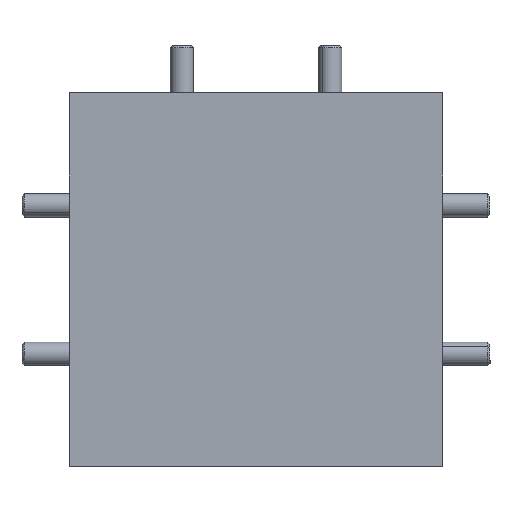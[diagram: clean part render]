
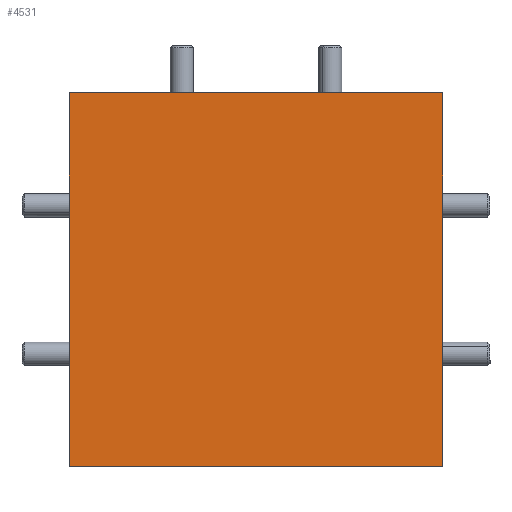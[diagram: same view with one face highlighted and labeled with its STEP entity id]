
A CAD part, front view. The second image highlights one B-rep face of the part: STEP entity #4531.
In plain terms, the highlighted planar face has unit normal (0, -1, 0).
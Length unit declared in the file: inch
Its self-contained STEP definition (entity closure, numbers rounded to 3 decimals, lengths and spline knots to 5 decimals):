
#288 = DIRECTION ( 'NONE',  ( 0., 0., 1. ) ) ;
#290 = EDGE_CURVE ( 'NONE', #7997, #2871, #4732, .T. ) ;
#372 = DIRECTION ( 'NONE',  ( 1., 0., 0. ) ) ;
#430 = LINE ( 'NONE', #3329, #3102 ) ;
#1071 = EDGE_CURVE ( 'NONE', #1807, #1990, #6805, .T. ) ;
#1371 = DIRECTION ( 'NONE',  ( 0., 1., 0. ) ) ;
#1807 = VERTEX_POINT ( 'NONE', #8203 ) ;
#1990 = VERTEX_POINT ( 'NONE', #6442 ) ;
#2523 = VECTOR ( 'NONE', #3069, 39.37008 ) ;
#2615 = EDGE_CURVE ( 'NONE', #1990, #7997, #8970, .T. ) ;
#2871 = VERTEX_POINT ( 'NONE', #5628 ) ;
#3069 = DIRECTION ( 'NONE',  ( -1., 0., 0. ) ) ;
#3102 = VECTOR ( 'NONE', #288, 39.37008 ) ;
#3329 = CARTESIAN_POINT ( 'NONE',  ( -0.5, 0., 0.5 ) ) ;
#3923 = CARTESIAN_POINT ( 'NONE',  ( 0.5, 0., -0.5 ) ) ;
#3930 = EDGE_CURVE ( 'NONE', #2871, #1807, #430, .T. ) ;
#3970 = CARTESIAN_POINT ( 'NONE',  ( 0.5, 0., 0.5 ) ) ;
#4115 = ORIENTED_EDGE ( 'NONE', *, *, #1071, .F. ) ;
#4507 = VECTOR ( 'NONE', #372, 39.37008 ) ;
#4531 = ADVANCED_FACE ( 'NONE', ( #6358 ), #5789, .F. ) ;
#4629 = DIRECTION ( 'NONE',  ( 0., 0., -1. ) ) ;
#4732 = LINE ( 'NONE', #3923, #2523 ) ;
#5025 = DIRECTION ( 'NONE',  ( 1., 0., 0. ) ) ;
#5265 = EDGE_LOOP ( 'NONE', ( #9022, #7883, #8036, #4115 ) ) ;
#5628 = CARTESIAN_POINT ( 'NONE',  ( -0.5, 0., -0.5 ) ) ;
#5789 = PLANE ( 'NONE',  #8066 ) ;
#6192 = CARTESIAN_POINT ( 'NONE',  ( 0.5, 0., -0.5 ) ) ;
#6358 = FACE_OUTER_BOUND ( 'NONE', #5265, .T. ) ;
#6442 = CARTESIAN_POINT ( 'NONE',  ( 0.5, 0., 0.5 ) ) ;
#6535 = CARTESIAN_POINT ( 'NONE',  ( 0., 0., 0. ) ) ;
#6805 = LINE ( 'NONE', #3970, #4507 ) ;
#7883 = ORIENTED_EDGE ( 'NONE', *, *, #290, .F. ) ;
#7997 = VERTEX_POINT ( 'NONE', #6192 ) ;
#8036 = ORIENTED_EDGE ( 'NONE', *, *, #2615, .F. ) ;
#8066 = AXIS2_PLACEMENT_3D ( 'NONE', #6535, #1371, #5025 ) ;
#8203 = CARTESIAN_POINT ( 'NONE',  ( -0.5, 0., 0.5 ) ) ;
#8824 = CARTESIAN_POINT ( 'NONE',  ( 0.5, 0., 0.5 ) ) ;
#8970 = LINE ( 'NONE', #8824, #9101 ) ;
#9022 = ORIENTED_EDGE ( 'NONE', *, *, #3930, .F. ) ;
#9101 = VECTOR ( 'NONE', #4629, 39.37008 ) ;
